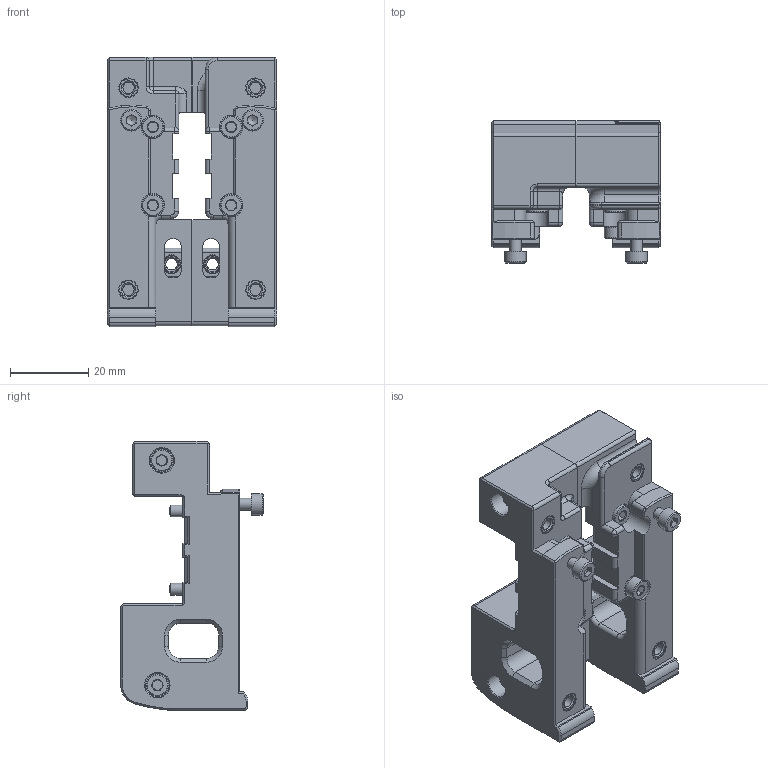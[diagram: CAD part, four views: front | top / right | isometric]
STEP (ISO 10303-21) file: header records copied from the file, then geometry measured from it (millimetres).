
FILE_DESCRIPTION(/* description */ (''),/* implementation_level */ '2;1');
FILE_NAME(/* name */ 'MGN12_X_Carriage_CW2.stp',/* time_stamp */ '2022-07-29T20:28:11-06:00',/* author */ ('Wile.e'),/* organization */ ('Voron Design'),/* preprocessor_version */ 'ST-DEVELOPER v19',/* originating_system */ 'Autodesk Inventor 2023',/* authorisation */ '');
FILE_SCHEMA (('AUTOMOTIVE_DESIGN { 1 0 10303 214 3 1 1 }'));
Length unit declared in the file: millimetre
Products named in the file (17): MGN12_X_Carriage_CW2; x_carriage_frame_left; x_carriage_frame_right; probe_bracket; Part52; M3 Hex Nut; 3x6mm Magnet; M3x40 SHCS; M3x30 SHCS; M3x12 SHCS; M3x12 SHCS_1; M3x8 SHCS; M3x8 SHCS_1; M3x8 SHCS_2; M3x8 SHCS_3; M3 Threaded Insert; M3 Hex Nut_1
Assembly tree (21 placements, depth 3):
  MGN12_X_Carriage_CW2
    x_carriage_frame_left
    x_carriage_frame_right
    probe_bracket
      M3 Threaded Insert  x2
      Part52
    M3 Hex Nut
    3x6mm Magnet
    M3x40 SHCS
    M3x30 SHCS
    M3x12 SHCS
    M3x12 SHCS_1
    M3x8 SHCS
    M3x8 SHCS_1
    M3x8 SHCS_2
    M3x8 SHCS_3
    M3 Threaded Insert  x4
    M3 Hex Nut_1
Bounding box: 43.2 x 36.4 x 68.75 mm (x, y, z)
Volume: 42462.3 mm3; surface area: 21863.9 mm2
Topology: 20 solids, 20 shells, 1622 faces, 4295 edges, 2751 vertices
Faces by surface type: plane 527, bspline 490, cylinder 361, cone 211, torus 27, sphere 6
Full cylindrical faces by diameter (mm): 1.9 x2, 2.9 x8, 3 x10, 3.3 x2, 3.4 x8, 4.1 x6, 4.25 x12, 4.7 x4, 4.8 x2, 5.5 x8, 6 x7
Entity records: 35312 total; most frequent: CARTESIAN_POINT 11596, ORIENTED_EDGE 4912, DIRECTION 4671, EDGE_CURVE 2456, AXIS2_PLACEMENT_3D 1655, VERTEX_POINT 1531, LINE 1361, VECTOR 1361
